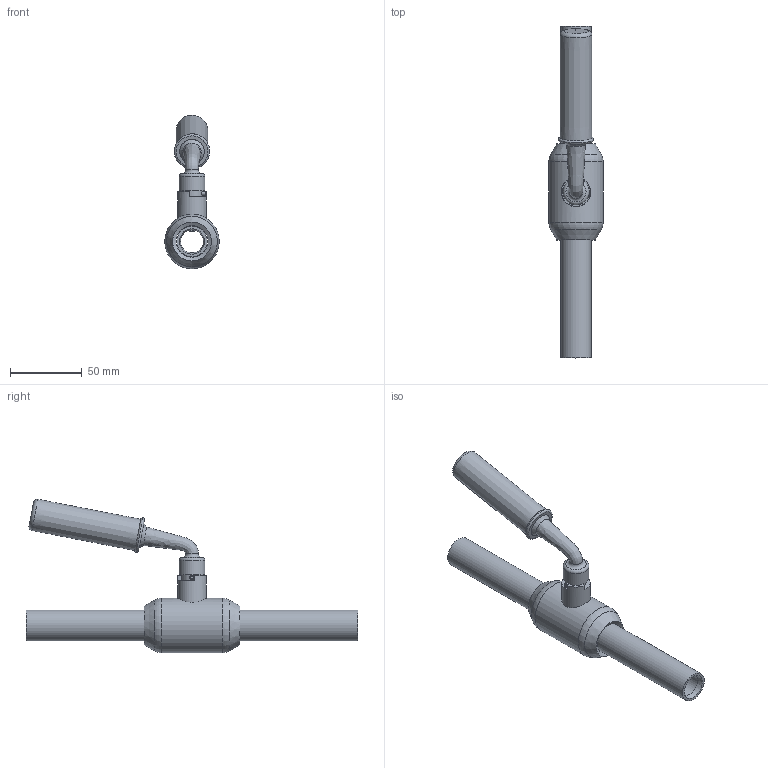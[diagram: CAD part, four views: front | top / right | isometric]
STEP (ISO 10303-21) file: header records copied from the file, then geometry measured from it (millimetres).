
FILE_DESCRIPTION(('TFLEX Exchange Step'),'2;1');
FILE_NAME('065N0100GR1 - Кран шаровой Premium DN15 вы.stp', '2023-09-11T12:02:24+03:00',('RUCO3192'),('Unknown organisation'),'TFLEX Exchange 2023.0','T-FLEX CAD','Unknown authorisation');
FILE_SCHEMA( ('AUTOMOTIVE_DESIGN { 1 0 10303 214 1 1 1 1 }') );
Length unit declared in the file: millimetre
Products named in the file (1): Nodes
Bounding box: 38 x 231 x 106.86 mm (x, y, z)
Volume: 97265.4 mm3; surface area: 61630.3 mm2
Topology: 8 solids, 8 shells, 112 faces, 257 edges, 165 vertices
Faces by surface type: plane 36, cylinder 27, torus 27, cone 17, extrusion 3, bspline 2
Full cylindrical faces by diameter (mm): 3 x4, 7.4 x2, 8 x2, 8.1 x1, 10 x4, 11 x1, 14 x1, 15.7 x1, 17.2 x2, 18 x1, 19.3 x1, 20 x1, 20.4 x1, 21.3 x1, 32 x1, 38 x1
Entity records: 5633 total; most frequent: CARTESIAN_POINT 2942, DIRECTION 610, ORIENTED_EDGE 510, AXIS2_PLACEMENT_3D 267, EDGE_CURVE 255, VERTEX_POINT 165, CIRCLE 159, EDGE_LOOP 134
